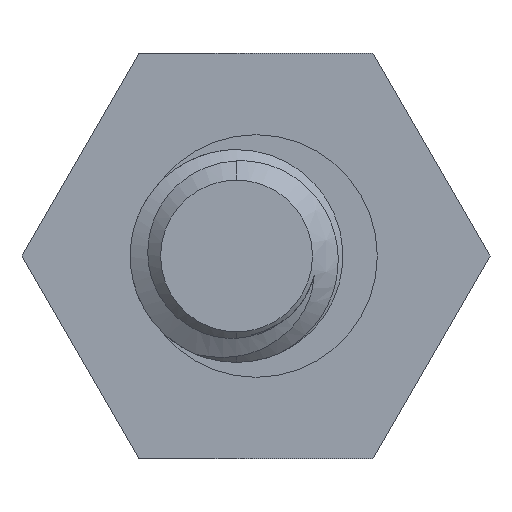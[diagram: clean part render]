
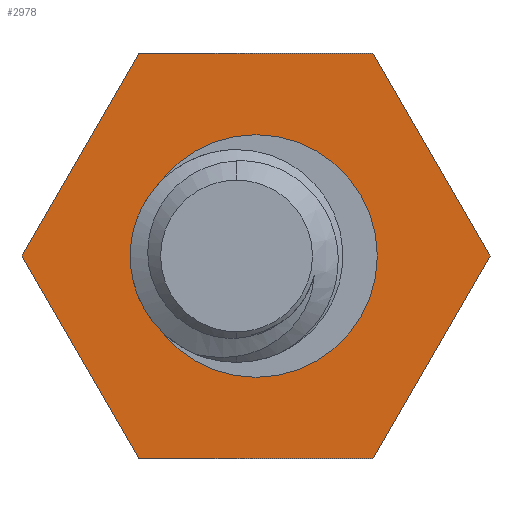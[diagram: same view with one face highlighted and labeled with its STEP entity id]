
A CAD part, front view. The second image highlights one B-rep face of the part: STEP entity #2978.
In plain terms, the highlighted planar face has unit normal (0, -1, 0).
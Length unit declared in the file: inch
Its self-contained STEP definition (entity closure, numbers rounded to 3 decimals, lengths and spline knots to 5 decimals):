
#33 = CARTESIAN_POINT ( 'NONE',  ( 0.09021, 0., -0.15625 ) ) ;
#154 = VECTOR ( 'NONE', #1970, 39.37008 ) ;
#173 = EDGE_CURVE ( 'NONE', #2594, #4182, #1356, .T. ) ;
#183 = ORIENTED_EDGE ( 'NONE', *, *, #4117, .T. ) ;
#209 = ORIENTED_EDGE ( 'NONE', *, *, #1141, .T. ) ;
#291 = VERTEX_POINT ( 'NONE', #1476 ) ;
#301 = CARTESIAN_POINT ( 'NONE',  ( -0.18042, 0., 0. ) ) ;
#343 = DIRECTION ( 'NONE',  ( 0., 1., 0. ) ) ;
#379 = CIRCLE ( 'NONE', #2119, 0.0935 ) ;
#454 = VERTEX_POINT ( 'NONE', #1379 ) ;
#523 = CARTESIAN_POINT ( 'NONE',  ( -0.18042, 0., 0. ) ) ;
#555 = LINE ( 'NONE', #1225, #3044 ) ;
#582 = DIRECTION ( 'NONE',  ( 0., 1., 0. ) ) ;
#587 = DIRECTION ( 'NONE',  ( -0.5, 0., 0.866 ) ) ;
#728 = EDGE_LOOP ( 'NONE', ( #3961, #2447, #1415, #3234, #3850, #183 ) ) ;
#823 = VECTOR ( 'NONE', #1672, 39.37008 ) ;
#916 = VECTOR ( 'NONE', #1658, 39.37008 ) ;
#1017 = CARTESIAN_POINT ( 'NONE',  ( 0., 0., 0. ) ) ;
#1033 = CARTESIAN_POINT ( 'NONE',  ( -0.09021, 0., 0.15625 ) ) ;
#1124 = CIRCLE ( 'NONE', #1528, 0.0935 ) ;
#1141 = EDGE_CURVE ( 'NONE', #291, #1754, #1124, .T. ) ;
#1182 = AXIS2_PLACEMENT_3D ( 'NONE', #1017, #3938, #1990 ) ;
#1203 = CARTESIAN_POINT ( 'NONE',  ( 0., 0., 0. ) ) ;
#1225 = CARTESIAN_POINT ( 'NONE',  ( 0.18042, 0., 0. ) ) ;
#1329 = DIRECTION ( 'NONE',  ( -0.5, 0., -0.866 ) ) ;
#1353 = CARTESIAN_POINT ( 'NONE',  ( 0.09021, 0., -0.15625 ) ) ;
#1356 = LINE ( 'NONE', #523, #2975 ) ;
#1379 = CARTESIAN_POINT ( 'NONE',  ( 0.09021, 0., 0.15625 ) ) ;
#1415 = ORIENTED_EDGE ( 'NONE', *, *, #2966, .T. ) ;
#1430 = EDGE_LOOP ( 'NONE', ( #3624, #209 ) ) ;
#1476 = CARTESIAN_POINT ( 'NONE',  ( 0., 0., -0.0935 ) ) ;
#1526 = VERTEX_POINT ( 'NONE', #1353 ) ;
#1528 = AXIS2_PLACEMENT_3D ( 'NONE', #1203, #582, #2829 ) ;
#1639 = VECTOR ( 'NONE', #1329, 39.37008 ) ;
#1658 = DIRECTION ( 'NONE',  ( 0.5, 0., 0.866 ) ) ;
#1666 = PLANE ( 'NONE',  #1182 ) ;
#1672 = DIRECTION ( 'NONE',  ( -1., 0., 0. ) ) ;
#1754 = VERTEX_POINT ( 'NONE', #2396 ) ;
#1970 = DIRECTION ( 'NONE',  ( 1., 0., 0. ) ) ;
#1990 = DIRECTION ( 'NONE',  ( 0., 0., -1. ) ) ;
#2074 = EDGE_CURVE ( 'NONE', #3781, #454, #555, .T. ) ;
#2119 = AXIS2_PLACEMENT_3D ( 'NONE', #2285, #343, #2612 ) ;
#2127 = DIRECTION ( 'NONE',  ( 0.5, 0., -0.866 ) ) ;
#2285 = CARTESIAN_POINT ( 'NONE',  ( 0., 0., 0. ) ) ;
#2396 = CARTESIAN_POINT ( 'NONE',  ( 0., 0., 0.0935 ) ) ;
#2447 = ORIENTED_EDGE ( 'NONE', *, *, #173, .T. ) ;
#2536 = LINE ( 'NONE', #3891, #823 ) ;
#2594 = VERTEX_POINT ( 'NONE', #301 ) ;
#2612 = DIRECTION ( 'NONE',  ( 0., 0., 1. ) ) ;
#2629 = EDGE_CURVE ( 'NONE', #3003, #2594, #3354, .T. ) ;
#2654 = LINE ( 'NONE', #33, #916 ) ;
#2658 = FACE_BOUND ( 'NONE', #1430, .T. ) ;
#2821 = CARTESIAN_POINT ( 'NONE',  ( 0.18042, 0., 0. ) ) ;
#2829 = DIRECTION ( 'NONE',  ( 0., 0., 1. ) ) ;
#2915 = EDGE_CURVE ( 'NONE', #1754, #291, #379, .T. ) ;
#2960 = CARTESIAN_POINT ( 'NONE',  ( -0.09021, 0., -0.15625 ) ) ;
#2966 = EDGE_CURVE ( 'NONE', #4182, #1526, #3499, .T. ) ;
#2975 = VECTOR ( 'NONE', #2127, 39.37008 ) ;
#2978 = ADVANCED_FACE ( 'NONE', ( #3809, #2658 ), #1666, .T. ) ;
#3003 = VERTEX_POINT ( 'NONE', #1033 ) ;
#3044 = VECTOR ( 'NONE', #587, 39.37008 ) ;
#3234 = ORIENTED_EDGE ( 'NONE', *, *, #4041, .T. ) ;
#3254 = CARTESIAN_POINT ( 'NONE',  ( -0.09021, 0., 0.15625 ) ) ;
#3354 = LINE ( 'NONE', #3254, #1639 ) ;
#3499 = LINE ( 'NONE', #2960, #154 ) ;
#3624 = ORIENTED_EDGE ( 'NONE', *, *, #2915, .T. ) ;
#3660 = CARTESIAN_POINT ( 'NONE',  ( -0.09021, 0., -0.15625 ) ) ;
#3781 = VERTEX_POINT ( 'NONE', #2821 ) ;
#3809 = FACE_OUTER_BOUND ( 'NONE', #728, .T. ) ;
#3850 = ORIENTED_EDGE ( 'NONE', *, *, #2074, .T. ) ;
#3891 = CARTESIAN_POINT ( 'NONE',  ( 0.09021, 0., 0.15625 ) ) ;
#3938 = DIRECTION ( 'NONE',  ( 0., -1., 0. ) ) ;
#3961 = ORIENTED_EDGE ( 'NONE', *, *, #2629, .T. ) ;
#4041 = EDGE_CURVE ( 'NONE', #1526, #3781, #2654, .T. ) ;
#4117 = EDGE_CURVE ( 'NONE', #454, #3003, #2536, .T. ) ;
#4182 = VERTEX_POINT ( 'NONE', #3660 ) ;
